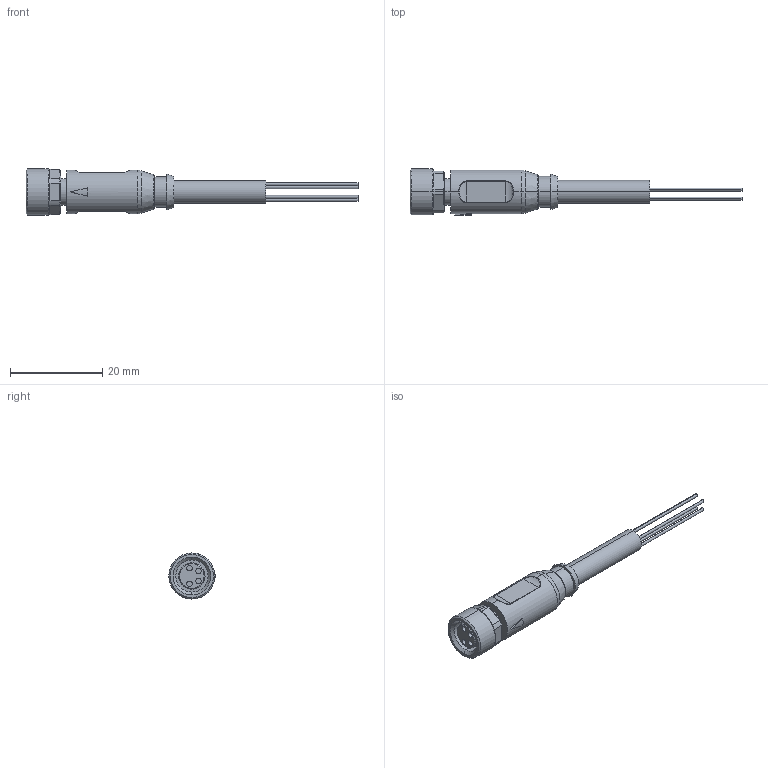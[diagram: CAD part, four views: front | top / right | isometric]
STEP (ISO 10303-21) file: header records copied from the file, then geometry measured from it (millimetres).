
FILE_DESCRIPTION (( 'STEP AP203' ), '1' );
FILE_NAME ('7000-08061-0310200.step', '2022-10-27T12:59:26', ( '' ), ( '' ), 'SwSTEP 2.0', 'SolidWorks 2021', '' );
FILE_SCHEMA (( 'CONFIG_CONTROL_DESIGN' ));
Length unit declared in the file: inch
Products named in the file (1): 7000-08061-0310200
Bounding box: 72.1 x 10.05 x 10 mm (x, y, z)
Volume: 2316.6 mm3; surface area: 1899.4 mm2
Topology: 1 solids, 1 shells, 115 faces, 256 edges, 159 vertices
Faces by surface type: cylinder 46, plane 38, cone 17, bspline 12, torus 2
Entity records: 4170 total; most frequent: CARTESIAN_POINT 1617, ORIENTED_EDGE 512, DIRECTION 511, EDGE_CURVE 256, AXIS2_PLACEMENT_3D 211, VERTEX_POINT 159, EDGE_LOOP 131, FACE_OUTER_BOUND 115
